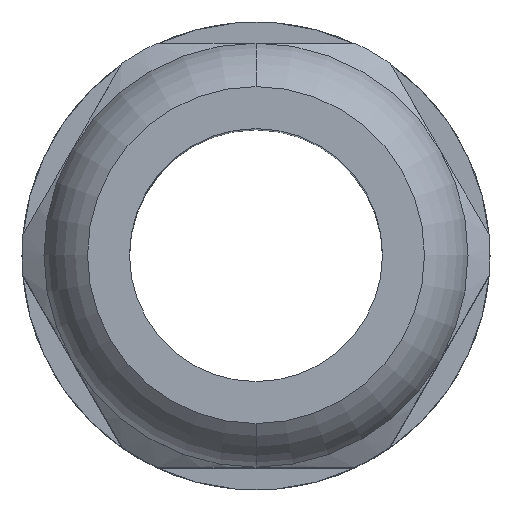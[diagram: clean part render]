
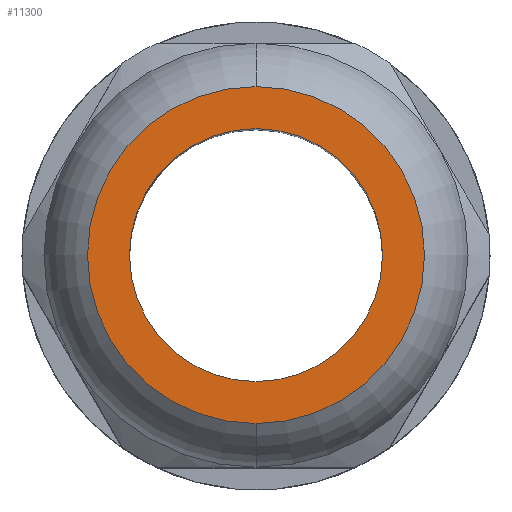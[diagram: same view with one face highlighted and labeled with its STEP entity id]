
A CAD part, top view. The second image highlights one B-rep face of the part: STEP entity #11300.
In plain terms, the highlighted face is planar.
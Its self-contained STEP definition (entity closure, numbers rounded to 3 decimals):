
#10910=CARTESIAN_POINT('',(0.,51.5,0.));
#10920=DIRECTION('',(0.,-1.,0.));
#10930=DIRECTION('',(0.,0.,-1.));
#10940=AXIS2_PLACEMENT_3D('',#10910,#10920,#10930);
#10950=PLANE('',#10940);
#10960=CARTESIAN_POINT('',(0.,51.5,0.));
#10970=DIRECTION('',(0.,1.,0.));
#10980=DIRECTION('',(0.,0.,-1.));
#10990=AXIS2_PLACEMENT_3D('',#10960,#10970,#10980);
#11000=CIRCLE('',#10990,8.65);
#11010=CARTESIAN_POINT('',(0.,51.5,8.65));
#11020=VERTEX_POINT('',#11010);
#11030=CARTESIAN_POINT('',(0.,51.5,-8.65));
#11040=VERTEX_POINT('',#11030);
#11050=EDGE_CURVE('',#11020,#11040,#11000,.T.);
#11060=ORIENTED_EDGE('',*,*,#11050,.F.);
#11070=EDGE_CURVE('',#11040,#11020,#11000,.T.);
#11080=ORIENTED_EDGE('',*,*,#11070,.F.);
#11090=EDGE_LOOP('',(#11080,#11060));
#11100=FACE_BOUND('',#11090,.T.);
#11110=CARTESIAN_POINT('',(0.,51.5,0.));
#11120=DIRECTION('',(0.,-1.,0.));
#11130=DIRECTION('',(0.,0.,-1.));
#11140=AXIS2_PLACEMENT_3D('',#11110,#11120,#11130);
#11150=CIRCLE('',#11140,11.52);
#11160=CARTESIAN_POINT('',(0.,51.5,-11.52));
#11170=VERTEX_POINT('',#11160);
#11180=CARTESIAN_POINT('',(11.52,51.5,0.));
#11190=VERTEX_POINT('',#11180);
#11200=EDGE_CURVE('',#11170,#11190,#11150,.T.);
#11210=ORIENTED_EDGE('',*,*,#11200,.F.);
#11220=CARTESIAN_POINT('',(-11.52,51.5,0.));
#11230=VERTEX_POINT('',#11220);
#11240=EDGE_CURVE('',#11190,#11230,#11150,.T.);
#11250=ORIENTED_EDGE('',*,*,#11240,.F.);
#11260=EDGE_CURVE('',#11230,#11170,#11150,.T.);
#11270=ORIENTED_EDGE('',*,*,#11260,.F.);
#11280=EDGE_LOOP('',(#11270,#11250,#11210));
#11290=FACE_OUTER_BOUND('',#11280,.T.);
#11300=ADVANCED_FACE('',(#11100,#11290),#10950,.F.);
